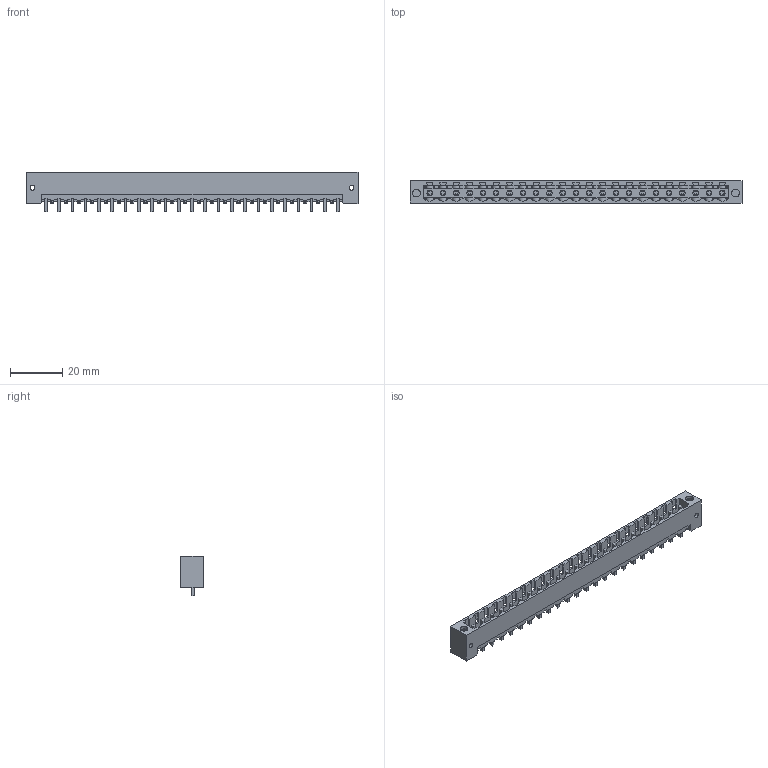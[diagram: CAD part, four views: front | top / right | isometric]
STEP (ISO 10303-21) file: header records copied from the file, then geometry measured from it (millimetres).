
FILE_DESCRIPTION(('CATIA V5 STEP Exchange','CAx-IF Rec.Pracs.--- Model Styling and Organization---1.2---2011-12-15'),'2;1');
FILE_NAME ('D1456992_0_1837960000_1837960000.stp','2018-03-31T12:32:44+00:00',('none'),('Weidmueller'),'CATIA Version 5-6 Release 2014','CATIA V5 STEP AP214','none');
FILE_SCHEMA(('AUTOMOTIVE_DESIGN { 1 0 10303 214 1 1 1 1 }'));
Length unit declared in the file: millimetre
Products named in the file (1): 1837960000
Bounding box: 126.84 x 8.43 x 15.2 mm (x, y, z)
Volume: 4557 mm3; surface area: 10975.2 mm2
Topology: 24 solids, 24 shells, 1392 faces, 4418 edges, 3035 vertices
Faces by surface type: plane 1134, cylinder 235, extrusion 23
Entity records: 51127 total; most frequent: CARTESIAN_POINT 11180, ORIENTED_EDGE 8836, DIRECTION 6764, EDGE_CURVE 4418, VECTOR 3566, LINE 3543, VERTEX_POINT 3035, AXIS2_PLACEMENT_3D 1829
